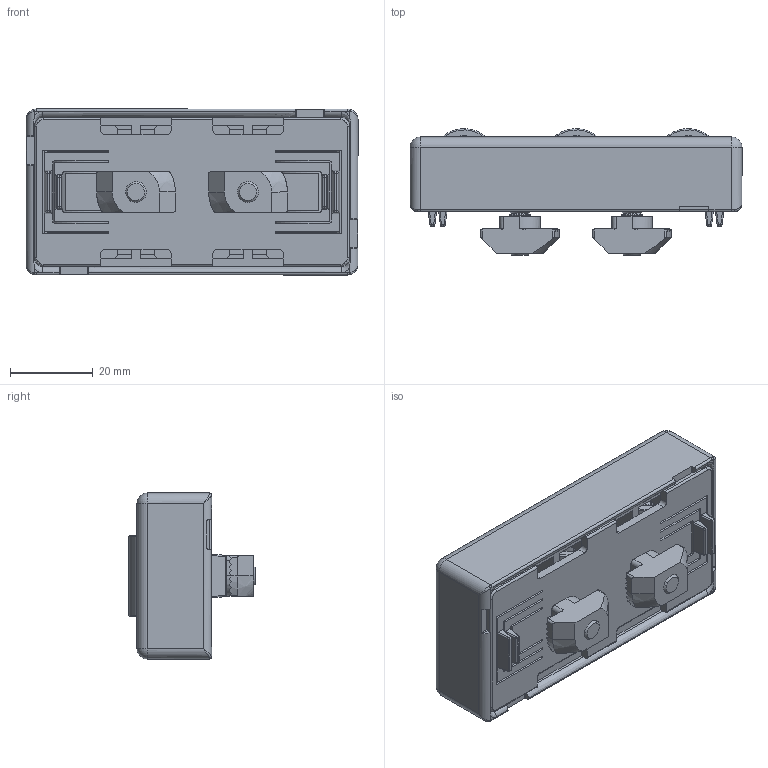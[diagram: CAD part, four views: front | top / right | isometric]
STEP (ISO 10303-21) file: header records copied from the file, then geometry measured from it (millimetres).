
FILE_DESCRIPTION (( 'STEP AP214' ), '1' );
FILE_NAME ('09309302s02.STEP', '2014-08-19T10:23:52', ( '' ), ( '' ), 'SwSTEP 2.0', 'SolidWorks 2014', '' );
FILE_SCHEMA (( 'AUTOMOTIVE_DESIGN' ));
Length unit declared in the file: millimetre
Products named in the file (7): 09309302s02; 096h10430_096 h 10 5 30; 09309302_09309302s01; 4din7984m0525m_DIN 7984 - M5 x 25 --- 22.6S; 093093R01_093093r01s01; 093093_09309302r02 - ohne Anschlag - leitf„hig; 093093R02_093 093 r02 s02
Assembly tree (10 placements, depth 3):
  09309302s02
    09309302_09309302s01
      093093R02_093 093 r02 s02
      093093_09309302r02 - ohne Anschlag - leitf„hig
      093093R01_093093r01s01  x3
      4din7984m0525m_DIN 7984 - M5 x 25 --- 22.6S  x2
    096h10430_096 h 10 5 30  x2
Bounding box: 80 x 30.49 x 40 mm (x, y, z)
Volume: 38273 mm3; surface area: 37933.8 mm2
Topology: 9 solids, 9 shells, 1397 faces, 3813 edges, 2410 vertices
Faces by surface type: cylinder 499, plane 496, cone 248, torus 108, bspline 30, sphere 16
Entity records: 30103 total; most frequent: CARTESIAN_POINT 6632, ORIENTED_EDGE 4946, DIRECTION 4917, EDGE_CURVE 2473, AXIS2_PLACEMENT_3D 1740, VERTEX_POINT 1569, VECTOR 1437, LINE 1437
